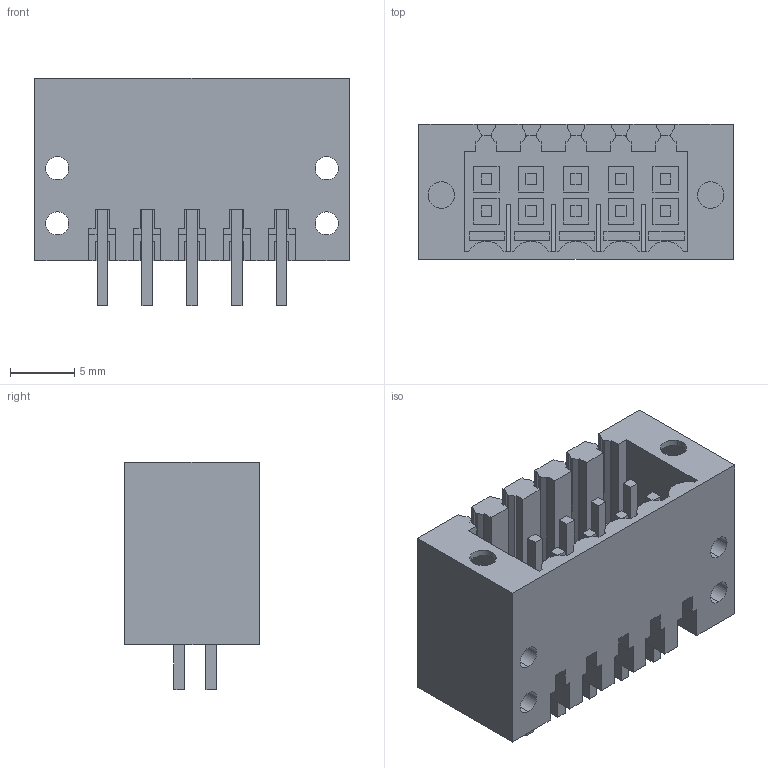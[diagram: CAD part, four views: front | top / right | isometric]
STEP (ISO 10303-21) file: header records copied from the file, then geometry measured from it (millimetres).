
FILE_DESCRIPTION(('CATIA V5 STEP Exchange','CAx-IF Rec.Pracs.--- Model Styling and Organization---1.4--- 2014-01-23'),'2;1');
FILE_NAME ('D1455165_0_1729610000_1729610000.stp','2019-02-22T08:51:40+00:00',('none'),('Weidmueller'),'CATIA Version 5-6 Release 2016 SP3 HF44','CATIA V5 STEP AP214','none');
FILE_SCHEMA(('AUTOMOTIVE_DESIGN { 1 0 10303 214 1 1 1 1 }'));
Length unit declared in the file: millimetre
Products named in the file (1): 1729610000
Bounding box: 24.5 x 10.5 x 17.7 mm (x, y, z)
Volume: 1798.4 mm3; surface area: 3830.8 mm2
Topology: 1 solids, 1 shells, 556 faces, 1572 edges, 1060 vertices
Faces by surface type: plane 530, cylinder 26
Entity records: 17049 total; most frequent: ORIENTED_EDGE 3144, CARTESIAN_POINT 2967, DIRECTION 2226, EDGE_CURVE 1572, VECTOR 1512, LINE 1512, VERTEX_POINT 1060, EDGE_LOOP 614
